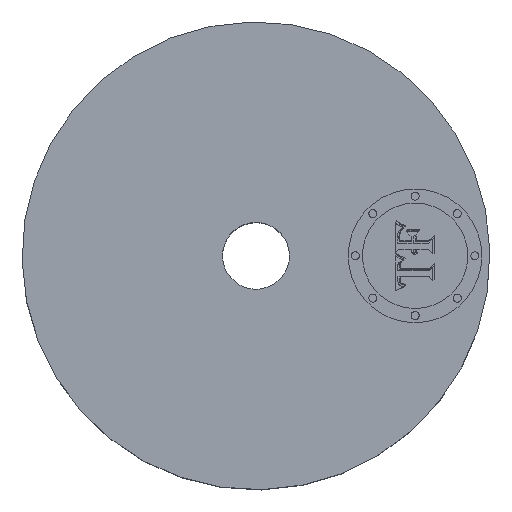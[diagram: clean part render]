
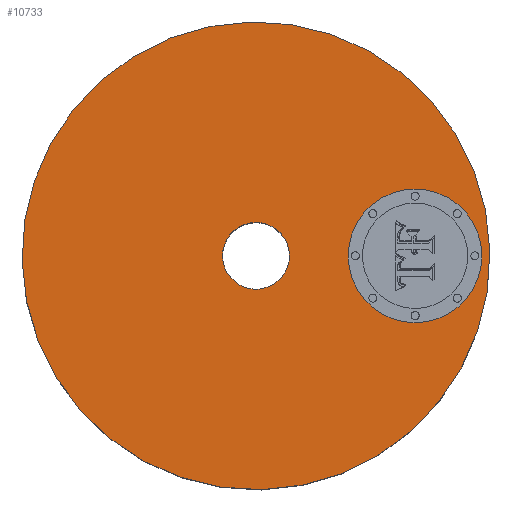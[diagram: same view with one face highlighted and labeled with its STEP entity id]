
A CAD part, top view. The second image highlights one B-rep face of the part: STEP entity #10733.
In plain terms, the highlighted planar face has unit normal (0, 0, 1).
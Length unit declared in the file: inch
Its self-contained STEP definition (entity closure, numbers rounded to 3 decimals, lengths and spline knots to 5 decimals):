
#2762=AXIS2_PLACEMENT_3D('Circle Axis2P3D',#2760,#2761,$) ;
#2781=AXIS2_PLACEMENT_3D('Circle Axis2P3D',#2779,#2780,$) ;
#3274=AXIS2_PLACEMENT_3D('Circle Axis2P3D',#3272,#3273,$) ;
#3300=AXIS2_PLACEMENT_3D('Circle Axis2P3D',#3298,#3299,$) ;
#10705=AXIS2_PLACEMENT_3D('Plane Axis2P3D',#10702,#10703,#10704) ;
#10717=AXIS2_PLACEMENT_3D('Circle Axis2P3D',#10715,#10716,$) ;
#10726=AXIS2_PLACEMENT_3D('Circle Axis2P3D',#10724,#10725,$) ;
#2757=CARTESIAN_POINT('Vertex',(-0.83899,-1.53577,1.25)) ;
#2760=CARTESIAN_POINT('Axis2P3D Location',(0.,0.,1.25)) ;
#2764=CARTESIAN_POINT('Vertex',(0.83899,1.53577,1.25)) ;
#2779=CARTESIAN_POINT('Axis2P3D Location',(0.,0.,1.25)) ;
#3272=CARTESIAN_POINT('Axis2P3D Location',(0.,0.,1.25)) ;
#3276=CARTESIAN_POINT('Vertex',(0.11986,0.2194,1.25)) ;
#3278=CARTESIAN_POINT('Vertex',(-0.11986,-0.2194,1.25)) ;
#3298=CARTESIAN_POINT('Axis2P3D Location',(0.,0.,1.25)) ;
#10702=CARTESIAN_POINT('Axis2P3D Location',(0.,0.25,1.25)) ;
#10715=CARTESIAN_POINT('Axis2P3D Location',(1.19,0.,1.25)) ;
#10719=CARTESIAN_POINT('Vertex',(1.19,-0.5,1.25)) ;
#10721=CARTESIAN_POINT('Vertex',(1.19,0.5,1.25)) ;
#10724=CARTESIAN_POINT('Axis2P3D Location',(1.19,0.,1.25)) ;
#2761=DIRECTION('Axis2P3D Direction',(0.,0.,-0.039)) ;
#2780=DIRECTION('Axis2P3D Direction',(0.,0.,-0.039)) ;
#3273=DIRECTION('Axis2P3D Direction',(0.,0.,-0.039)) ;
#3299=DIRECTION('Axis2P3D Direction',(0.,0.,-0.039)) ;
#10703=DIRECTION('Axis2P3D Direction',(0.,0.,-0.039)) ;
#10704=DIRECTION('Axis2P3D XDirection',(0.039,0.,0.)) ;
#10716=DIRECTION('Axis2P3D Direction',(0.,0.,-0.039)) ;
#10725=DIRECTION('Axis2P3D Direction',(0.,0.,-0.039)) ;
#10708=ORIENTED_EDGE('',*,*,#2783,.F.) ;
#10709=ORIENTED_EDGE('',*,*,#2766,.F.) ;
#10712=ORIENTED_EDGE('',*,*,#3302,.T.) ;
#10713=ORIENTED_EDGE('',*,*,#3280,.T.) ;
#10730=ORIENTED_EDGE('',*,*,#10723,.F.) ;
#10731=ORIENTED_EDGE('',*,*,#10728,.F.) ;
#10714=FACE_BOUND('',#10711,.T.) ;
#10732=FACE_BOUND('',#10729,.T.) ;
#10733=ADVANCED_FACE('PartBody',(#10710,#10714,#10732),#10706,.F.) ;
#2763=CIRCLE('generated circle',#2762,1.75) ;
#2782=CIRCLE('generated circle',#2781,1.75) ;
#3275=CIRCLE('generated circle',#3274,0.25) ;
#3301=CIRCLE('generated circle',#3300,0.25) ;
#10718=CIRCLE('generated circle',#10717,0.5) ;
#10727=CIRCLE('generated circle',#10726,0.5) ;
#2766=EDGE_CURVE('',#2758,#2765,#2763,.T.) ;
#2783=EDGE_CURVE('',#2765,#2758,#2782,.T.) ;
#3280=EDGE_CURVE('',#3277,#3279,#3275,.T.) ;
#3302=EDGE_CURVE('',#3279,#3277,#3301,.T.) ;
#10723=EDGE_CURVE('',#10720,#10722,#10718,.F.) ;
#10728=EDGE_CURVE('',#10722,#10720,#10727,.F.) ;
#10707=EDGE_LOOP('',(#10708,#10709)) ;
#10711=EDGE_LOOP('',(#10712,#10713)) ;
#10729=EDGE_LOOP('',(#10730,#10731)) ;
#10710=FACE_OUTER_BOUND('',#10707,.T.) ;
#10706=PLANE('',#10705) ;
#2758=VERTEX_POINT('',#2757) ;
#2765=VERTEX_POINT('',#2764) ;
#3277=VERTEX_POINT('',#3276) ;
#3279=VERTEX_POINT('',#3278) ;
#10720=VERTEX_POINT('',#10719) ;
#10722=VERTEX_POINT('',#10721) ;
